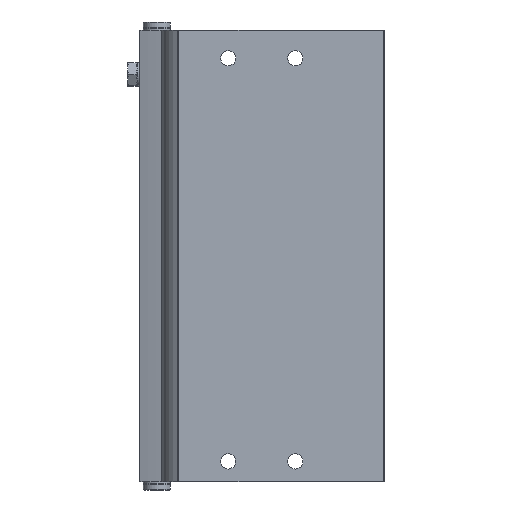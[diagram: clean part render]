
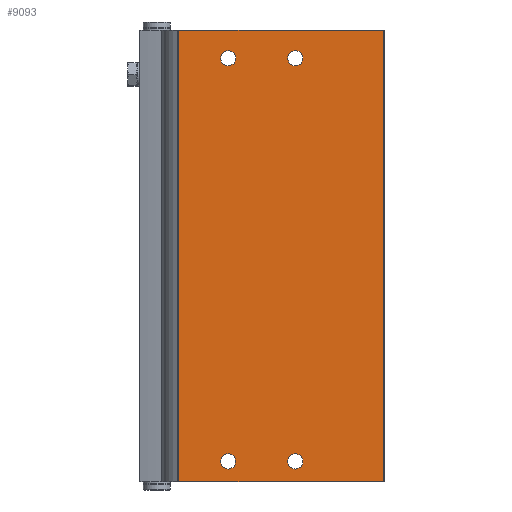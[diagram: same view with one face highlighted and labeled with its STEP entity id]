
A CAD part, front view. The second image highlights one B-rep face of the part: STEP entity #9093.
In plain terms, the highlighted planar face has unit normal (0, -1, 0).
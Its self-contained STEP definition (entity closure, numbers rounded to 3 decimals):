
#741=LINE('',#15876,#1291);
#742=LINE('',#15886,#1292);
#743=LINE('',#15888,#1293);
#744=LINE('',#15890,#1294);
#1291=VECTOR('',#11734,1000.);
#1292=VECTOR('',#11745,1000.);
#1293=VECTOR('',#11746,1000.);
#1294=VECTOR('',#11747,1000.);
#2132=ORIENTED_EDGE('',*,*,#4411,.F.);
#2133=ORIENTED_EDGE('',*,*,#4412,.F.);
#2134=ORIENTED_EDGE('',*,*,#4413,.F.);
#2135=ORIENTED_EDGE('',*,*,#4414,.F.);
#2136=ORIENTED_EDGE('',*,*,#4415,.F.);
#2137=ORIENTED_EDGE('',*,*,#4410,.F.);
#2138=ORIENTED_EDGE('',*,*,#4416,.T.);
#2139=ORIENTED_EDGE('',*,*,#4417,.T.);
#4410=EDGE_CURVE('',#5564,#5563,#741,.T.);
#4411=EDGE_CURVE('',#5565,#5565,#6225,.T.);
#4412=EDGE_CURVE('',#5566,#5566,#6226,.T.);
#4413=EDGE_CURVE('',#5567,#5567,#6227,.T.);
#4414=EDGE_CURVE('',#5568,#5568,#6228,.T.);
#4415=EDGE_CURVE('',#5563,#5569,#742,.T.);
#4416=EDGE_CURVE('',#5564,#5570,#743,.T.);
#4417=EDGE_CURVE('',#5570,#5569,#744,.T.);
#5563=VERTEX_POINT('',#15873);
#5564=VERTEX_POINT('',#15875);
#5565=VERTEX_POINT('',#15879);
#5566=VERTEX_POINT('',#15881);
#5567=VERTEX_POINT('',#15883);
#5568=VERTEX_POINT('',#15885);
#5569=VERTEX_POINT('',#15887);
#5570=VERTEX_POINT('',#15889);
#6225=CIRCLE('',#10281,2.25);
#6226=CIRCLE('',#10282,2.25);
#6227=CIRCLE('',#10283,2.25);
#6228=CIRCLE('',#10284,2.25);
#6765=EDGE_LOOP('',(#2132));
#6766=EDGE_LOOP('',(#2133));
#6767=EDGE_LOOP('',(#2134));
#6768=EDGE_LOOP('',(#2135));
#6769=EDGE_LOOP('',(#2136,#2137,#2138,#2139));
#7857=FACE_BOUND('',#6765,.T.);
#7858=FACE_BOUND('',#6766,.T.);
#7859=FACE_BOUND('',#6767,.T.);
#7860=FACE_BOUND('',#6768,.T.);
#7861=FACE_BOUND('',#6769,.T.);
#8774=PLANE('',#10280);
#9093=ADVANCED_FACE('',(#7857,#7858,#7859,#7860,#7861),#8774,.T.);
#10280=AXIS2_PLACEMENT_3D('',#15877,#11735,#11736);
#10281=AXIS2_PLACEMENT_3D('',#15878,#11737,#11738);
#10282=AXIS2_PLACEMENT_3D('',#15880,#11739,#11740);
#10283=AXIS2_PLACEMENT_3D('',#15882,#11741,#11742);
#10284=AXIS2_PLACEMENT_3D('',#15884,#11743,#11744);
#11734=DIRECTION('',(0.,0.,1.));
#11735=DIRECTION('',(0.,-1.,0.));
#11736=DIRECTION('',(0.,0.,-1.));
#11737=DIRECTION('',(0.,-1.,0.));
#11738=DIRECTION('',(0.,0.,-1.));
#11739=DIRECTION('',(0.,-1.,0.));
#11740=DIRECTION('',(0.,0.,-1.));
#11741=DIRECTION('',(0.,-1.,0.));
#11742=DIRECTION('',(0.,0.,-1.));
#11743=DIRECTION('',(0.,-1.,0.));
#11744=DIRECTION('',(0.,0.,-1.));
#11745=DIRECTION('',(1.,0.,0.));
#11746=DIRECTION('',(1.,0.,0.));
#11747=DIRECTION('',(0.,0.,1.));
#15873=CARTESIAN_POINT('',(-36.27,0.,0.));
#15875=CARTESIAN_POINT('',(-36.27,0.,-134.3));
#15876=CARTESIAN_POINT('',(-36.27,0.,-134.3));
#15877=CARTESIAN_POINT('',(-36.27,0.,-134.3));
#15878=CARTESIAN_POINT('',(-10.,0.,-126.));
#15879=CARTESIAN_POINT('',(-10.,0.,-128.25));
#15880=CARTESIAN_POINT('',(-10.,0.,-6.));
#15881=CARTESIAN_POINT('',(-10.,0.,-8.25));
#15882=CARTESIAN_POINT('',(10.,0.,-126.));
#15883=CARTESIAN_POINT('',(10.,0.,-128.25));
#15884=CARTESIAN_POINT('',(10.,0.,-6.));
#15885=CARTESIAN_POINT('',(10.,0.,-8.25));
#15886=CARTESIAN_POINT('',(-36.27,0.,0.));
#15887=CARTESIAN_POINT('',(24.73,0.,0.));
#15888=CARTESIAN_POINT('',(-36.27,0.,-134.3));
#15889=CARTESIAN_POINT('',(24.73,0.,-134.3));
#15890=CARTESIAN_POINT('',(24.73,0.,-134.3));
